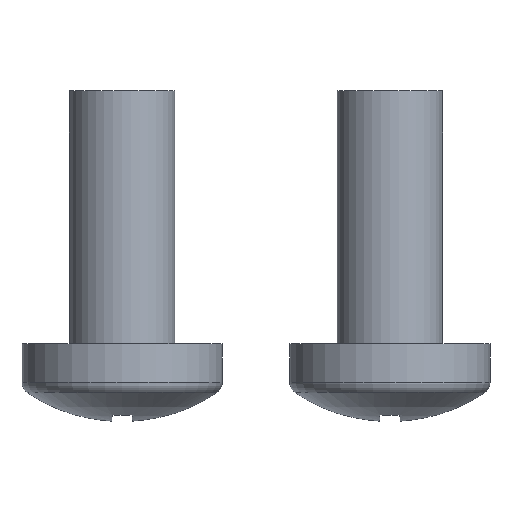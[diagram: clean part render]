
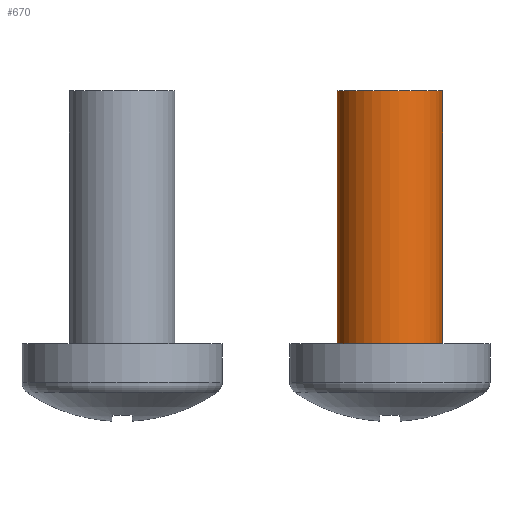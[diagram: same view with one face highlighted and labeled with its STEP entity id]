
A CAD part, front view. The second image highlights one B-rep face of the part: STEP entity #670.
In plain terms, the highlighted cylindrical face has radius 2.5 mm (diameter 5 mm), a partial arc.
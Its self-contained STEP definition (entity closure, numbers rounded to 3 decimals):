
#70=CARTESIAN_POINT('',(3.85,0.,10.4));
#71=VERTEX_POINT('',#70);
#72=CARTESIAN_POINT('',(3.85,0.,-1.6));
#73=VERTEX_POINT('',#72);
#74=CARTESIAN_POINT('',(3.85,0.,10.4));
#75=DIRECTION('',(0.0,0.0,-1.0));
#76=VECTOR('',#75,12.0);
#77=LINE('',#74,#76);
#78=EDGE_CURVE('',#71,#73,#77,.T.);
#80=CARTESIAN_POINT('',(8.85,0.,10.4));
#81=VERTEX_POINT('',#80);
#89=CARTESIAN_POINT('',(8.85,0.,-1.6));
#90=VERTEX_POINT('',#89);
#91=CARTESIAN_POINT('',(8.85,0.,10.4));
#92=DIRECTION('',(0.0,0.0,-1.0));
#93=VECTOR('',#92,12.0);
#94=LINE('',#91,#93);
#95=EDGE_CURVE('',#81,#90,#94,.T.);
#287=CARTESIAN_POINT('',(6.35,0.,-1.6));
#288=DIRECTION('',(0.0,0.0,-1.0));
#289=DIRECTION('',(-1.0,0.0,0.0));
#290=AXIS2_PLACEMENT_3D('',#287,#288,#289);
#291=CIRCLE('',#290,2.5);
#292=EDGE_CURVE('',#90,#73,#291,.T.);
#653=CARTESIAN_POINT('',(6.35,0.,4.4));
#654=DIRECTION('',(0.,0.,1.0));
#655=DIRECTION('',(-1.0,0.0,0.0));
#656=AXIS2_PLACEMENT_3D('',#653,#654,#655);
#657=CYLINDRICAL_SURFACE('',#656,2.5);
#658=ORIENTED_EDGE('',*,*,#78,.T.);
#659=ORIENTED_EDGE('',*,*,#292,.F.);
#660=ORIENTED_EDGE('',*,*,#95,.F.);
#661=CARTESIAN_POINT('',(6.35,0.,10.4));
#662=DIRECTION('',(0.0,0.0,1.0));
#663=DIRECTION('',(-1.0,0.0,0.0));
#664=AXIS2_PLACEMENT_3D('',#661,#662,#663);
#665=CIRCLE('',#664,2.5);
#666=EDGE_CURVE('',#71,#81,#665,.T.);
#667=ORIENTED_EDGE('',*,*,#666,.F.);
#668=EDGE_LOOP('',(#658,#659,#660,#667));
#669=FACE_OUTER_BOUND('',#668,.T.);
#670=ADVANCED_FACE('',(#669),#657,.T.);
